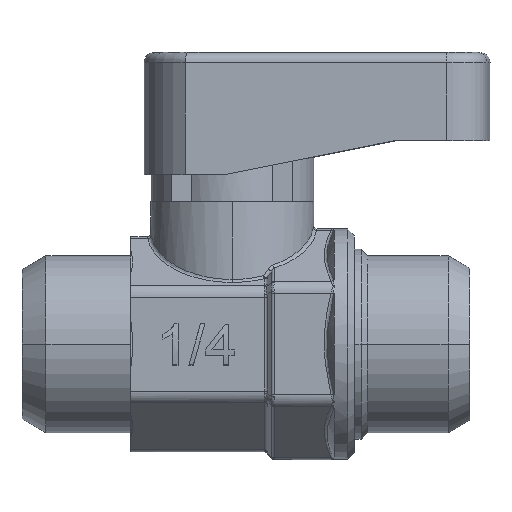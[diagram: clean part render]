
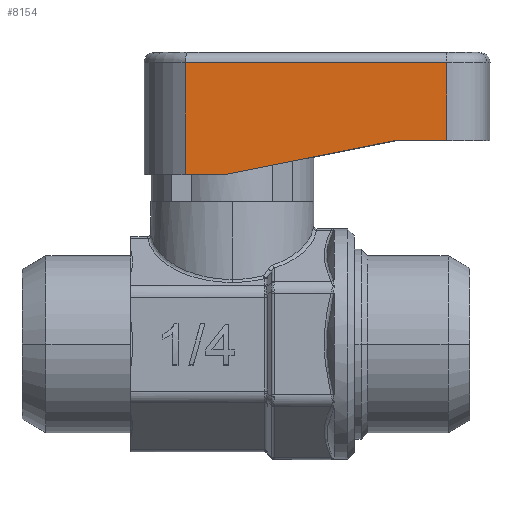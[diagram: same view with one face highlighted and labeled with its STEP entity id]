
A CAD part, top view. The second image highlights one B-rep face of the part: STEP entity #8154.
In plain terms, the highlighted planar face has unit normal (0, 0, 1).
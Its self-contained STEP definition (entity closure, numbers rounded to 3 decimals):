
#860 = CARTESIAN_POINT ( 'NONE',  ( 1.716, 12.5, 5.5 ) ) ;
#862 = PLANE ( 'NONE',  #24085 ) ;
#864 = DIRECTION ( 'NONE',  ( 0., 0., 1. ) ) ;
#865 = DIRECTION ( 'NONE',  ( 1., 0., 0. ) ) ;
#1464 = EDGE_LOOP ( 'NONE', ( #18306, #18307, #18308, #18309, #18310, #18311 ) ) ;
#2749 = CARTESIAN_POINT ( 'NONE',  ( 20.984, 12.5, 5.5 ) ) ;
#2750 = DIRECTION ( 'NONE',  ( 0., 1., 0. ) ) ;
#2754 = DIRECTION ( 'NONE',  ( -1., 0., 0. ) ) ;
#2758 = CARTESIAN_POINT ( 'NONE',  ( 1.716, 20.75, 5.5 ) ) ;
#2764 = CARTESIAN_POINT ( 'NONE',  ( 1.716, 12.5, 5.5 ) ) ;
#2765 = DIRECTION ( 'NONE',  ( 0., 1., 0. ) ) ;
#2766 = CARTESIAN_POINT ( 'NONE',  ( 1.716, 12.5, 5.5 ) ) ;
#2767 = DIRECTION ( 'NONE',  ( 1., 0., 0. ) ) ;
#2768 = CARTESIAN_POINT ( 'NONE',  ( 17.18, 15., 5.5 ) ) ;
#2769 = DIRECTION ( 'NONE',  ( 0.981, 0.196, 0. ) ) ;
#2770 = CARTESIAN_POINT ( 'NONE',  ( 24.18, 15., 5.5 ) ) ;
#2771 = DIRECTION ( 'NONE',  ( 1., 0., 0. ) ) ;
#8154 = ADVANCED_FACE ( 'NONE', ( #13759 ), #862, .T. ) ;
#10610 = CARTESIAN_POINT ( 'NONE',  ( 20.984, 20.75, 5.5 ) ) ;
#10611 = CARTESIAN_POINT ( 'NONE',  ( 20.984, 15., 5.5 ) ) ;
#10612 = CARTESIAN_POINT ( 'NONE',  ( 1.716, 20.75, 5.5 ) ) ;
#10613 = CARTESIAN_POINT ( 'NONE',  ( 1.716, 12.5, 5.5 ) ) ;
#10615 = CARTESIAN_POINT ( 'NONE',  ( 4.68, 12.5, 5.5 ) ) ;
#10616 = CARTESIAN_POINT ( 'NONE',  ( 17.18, 15., 5.5 ) ) ;
#13759 = FACE_OUTER_BOUND ( 'NONE', #1464, .T. ) ;
#18159 = VERTEX_POINT ( 'NONE', #10610 ) ;
#18160 = VERTEX_POINT ( 'NONE', #10611 ) ;
#18161 = VERTEX_POINT ( 'NONE', #10612 ) ;
#18162 = VERTEX_POINT ( 'NONE', #10613 ) ;
#18164 = VERTEX_POINT ( 'NONE', #10615 ) ;
#18165 = VERTEX_POINT ( 'NONE', #10616 ) ;
#18306 = ORIENTED_EDGE ( 'NONE', *, *, #22312, .T. ) ;
#18307 = ORIENTED_EDGE ( 'NONE', *, *, #22314, .T. ) ;
#18308 = ORIENTED_EDGE ( 'NONE', *, *, #22315, .F. ) ;
#18309 = ORIENTED_EDGE ( 'NONE', *, *, #22316, .T. ) ;
#18310 = ORIENTED_EDGE ( 'NONE', *, *, #22317, .T. ) ;
#18311 = ORIENTED_EDGE ( 'NONE', *, *, #22318, .T. ) ;
#22312 = EDGE_CURVE ( 'NONE', #18160, #18159, #24441, .T. ) ;
#22314 = EDGE_CURVE ( 'NONE', #18159, #18161, #24444, .T. ) ;
#22315 = EDGE_CURVE ( 'NONE', #18162, #18161, #24445, .T. ) ;
#22316 = EDGE_CURVE ( 'NONE', #18162, #18164, #24447, .T. ) ;
#22317 = EDGE_CURVE ( 'NONE', #18164, #18165, #24449, .T. ) ;
#22318 = EDGE_CURVE ( 'NONE', #18165, #18160, #24451, .T. ) ;
#24085 = AXIS2_PLACEMENT_3D ( 'NONE', #860, #864, #865 ) ;
#24441 = LINE ( 'NONE', #2749, #24443 ) ;
#24443 = VECTOR ( 'NONE', #2750, 1000. ) ;
#24444 = LINE ( 'NONE', #2758, #24446 ) ;
#24445 = LINE ( 'NONE', #2764, #24448 ) ;
#24446 = VECTOR ( 'NONE', #2754, 1000. ) ;
#24447 = LINE ( 'NONE', #2766, #24450 ) ;
#24448 = VECTOR ( 'NONE', #2765, 1000. ) ;
#24449 = LINE ( 'NONE', #2768, #24452 ) ;
#24450 = VECTOR ( 'NONE', #2767, 1000. ) ;
#24451 = LINE ( 'NONE', #2770, #24454 ) ;
#24452 = VECTOR ( 'NONE', #2769, 1000. ) ;
#24454 = VECTOR ( 'NONE', #2771, 1000. ) ;
